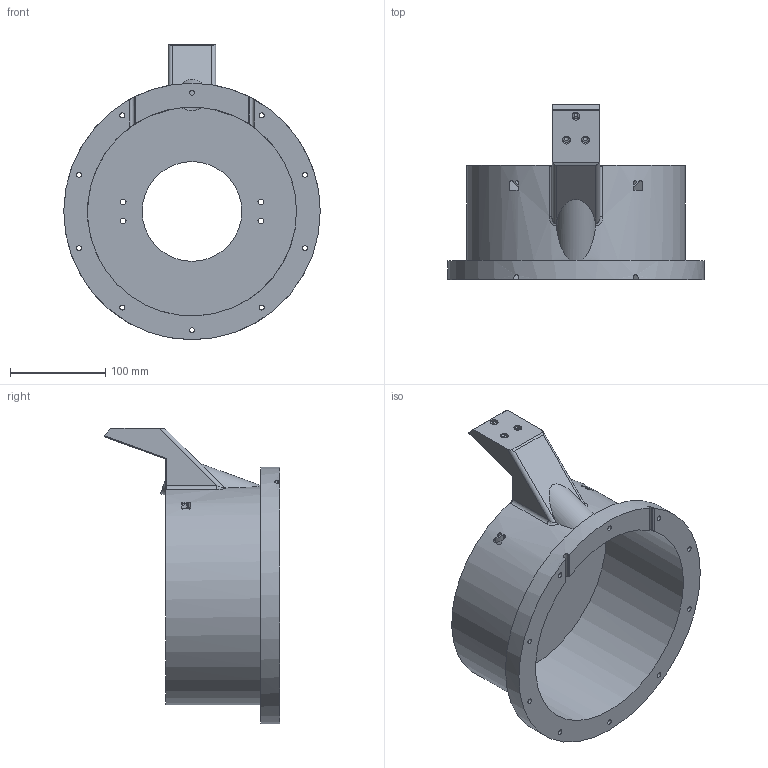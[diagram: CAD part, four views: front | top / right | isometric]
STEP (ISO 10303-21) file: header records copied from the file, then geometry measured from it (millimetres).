
FILE_DESCRIPTION(/* description */ ('STEP AP242'),/* implementation_level */ '2;1');
FILE_NAME(/* name */ 'cylinder housing opt.cam + light.stp',/* time_stamp */ '2025-07-02T20:12:31-04:00',/* author */ ('mumin'),/* organization */ (''),/* preprocessor_version */ 'ST-DEVELOPER v20',/* originating_system */ 'Autodesk Inventor 2025',/* authorisation */ ' ');
FILE_SCHEMA (('AUTOMOTIVE_DESIGN { 1 0 10303 214 3 1 1 }'));
Length unit declared in the file: metre
Products named in the file (1): cylinder housing - opt.cam - light
Bounding box: 270 x 184.35 x 311.03 mm (x, y, z)
Volume: 974508.1 mm3; surface area: 291526.7 mm2
Topology: 1 solids, 1 shells, 517 faces, 1423 edges, 946 vertices
Faces by surface type: plane 298, bspline 155, cylinder 64
Full cylindrical faces by diameter (mm): 4 x3, 5.2 x10, 6.11 x4, 8 x3, 39 x1, 105 x1, 220 x1, 270 x1
Entity records: 18396 total; most frequent: CARTESIAN_POINT 6179, ORIENTED_EDGE 2846, DIRECTION 1874, EDGE_CURVE 1423, LINE 960, VECTOR 960, VERTEX_POINT 946, EDGE_LOOP 601
